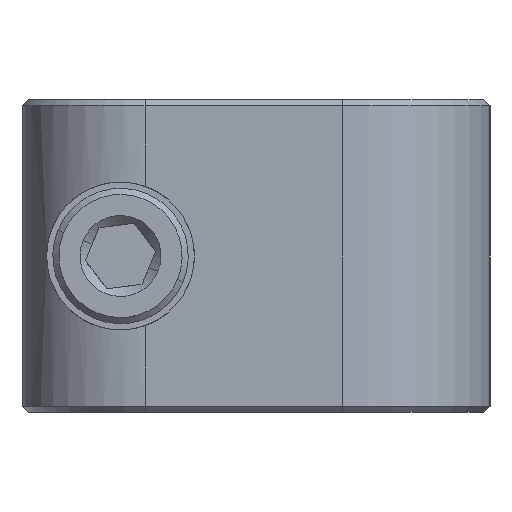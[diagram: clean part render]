
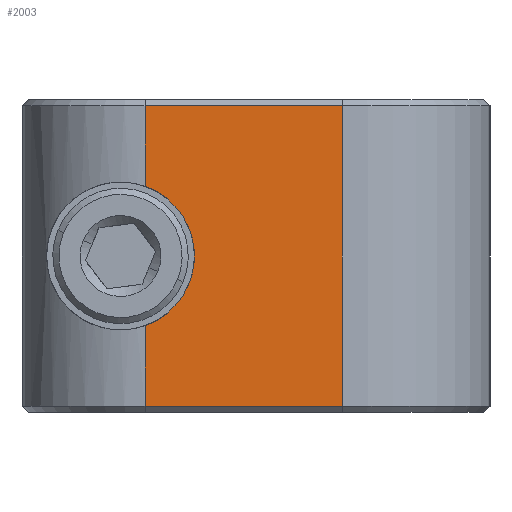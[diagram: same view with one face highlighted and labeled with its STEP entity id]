
A CAD part, left-side view. The second image highlights one B-rep face of the part: STEP entity #2003.
In plain terms, the highlighted planar face has unit normal (-1, 0, 0).
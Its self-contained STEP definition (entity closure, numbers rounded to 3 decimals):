
#25 = DIRECTION ( 'NONE',  ( -1., 0., 0. ) ) ;
#68 = LINE ( 'NONE', #4750, #5069 ) ;
#275 = EDGE_CURVE ( 'NONE', #4790, #2953, #68, .T. ) ;
#333 = DIRECTION ( 'NONE',  ( 0., -1., 0. ) ) ;
#498 = DIRECTION ( 'NONE',  ( 0., 0., -1. ) ) ;
#555 = FACE_OUTER_BOUND ( 'NONE', #3823, .T. ) ;
#777 = ORIENTED_EDGE ( 'NONE', *, *, #1694, .T. ) ;
#787 = VERTEX_POINT ( 'NONE', #2353 ) ;
#1039 = DIRECTION ( 'NONE',  ( 1., 0., 0. ) ) ;
#1097 = CARTESIAN_POINT ( 'NONE',  ( -49.178, -4.801, 82.55 ) ) ;
#1196 = LINE ( 'NONE', #5138, #2952 ) ;
#1356 = DIRECTION ( 'NONE',  ( 0., 0., -1. ) ) ;
#1412 = LINE ( 'NONE', #4919, #3163 ) ;
#1694 = EDGE_CURVE ( 'NONE', #787, #3038, #1412, .T. ) ;
#1715 = CARTESIAN_POINT ( 'NONE',  ( -49.178, 3.206, 82.55 ) ) ;
#1852 = AXIS2_PLACEMENT_3D ( 'NONE', #2954, #1039, #498 ) ;
#2003 = ADVANCED_FACE ( 'NONE', ( #555 ), #3467, .F. ) ;
#2353 = CARTESIAN_POINT ( 'NONE',  ( -49.178, -4.801, 82.3 ) ) ;
#2419 = CARTESIAN_POINT ( 'NONE',  ( -49.178, 3.206, 82.3 ) ) ;
#2525 = ORIENTED_EDGE ( 'NONE', *, *, #4508, .T. ) ;
#2566 = VERTEX_POINT ( 'NONE', #3443 ) ;
#2611 = AXIS2_PLACEMENT_3D ( 'NONE', #5895, #25, #2936 ) ;
#2654 = ORIENTED_EDGE ( 'NONE', *, *, #3673, .T. ) ;
#2896 = CARTESIAN_POINT ( 'NONE',  ( -49.178, -4.801, 70.1 ) ) ;
#2927 = EDGE_CURVE ( 'NONE', #4790, #2566, #5228, .T. ) ;
#2936 = DIRECTION ( 'NONE',  ( 0., 0., 1. ) ) ;
#2952 = VECTOR ( 'NONE', #333, 1000. ) ;
#2953 = VERTEX_POINT ( 'NONE', #5835 ) ;
#2954 = CARTESIAN_POINT ( 'NONE',  ( -49.178, 8.199, 82.55 ) ) ;
#2962 = ORIENTED_EDGE ( 'NONE', *, *, #4987, .T. ) ;
#3021 = VECTOR ( 'NONE', #5991, 1000. ) ;
#3038 = VERTEX_POINT ( 'NONE', #2419 ) ;
#3163 = VECTOR ( 'NONE', #5395, 1000. ) ;
#3374 = VECTOR ( 'NONE', #4606, 1000. ) ;
#3443 = CARTESIAN_POINT ( 'NONE',  ( -49.178, 3.206, 79.031 ) ) ;
#3447 = LINE ( 'NONE', #1715, #3374 ) ;
#3467 = PLANE ( 'NONE',  #1852 ) ;
#3673 = EDGE_CURVE ( 'NONE', #2953, #4683, #1196, .T. ) ;
#3823 = EDGE_LOOP ( 'NONE', ( #2962, #777, #2525, #6279, #5081, #2654 ) ) ;
#3923 = CARTESIAN_POINT ( 'NONE',  ( -49.178, 3.206, 73.369 ) ) ;
#4335 = LINE ( 'NONE', #1097, #3021 ) ;
#4508 = EDGE_CURVE ( 'NONE', #3038, #2566, #3447, .T. ) ;
#4606 = DIRECTION ( 'NONE',  ( 0., 0., -1. ) ) ;
#4683 = VERTEX_POINT ( 'NONE', #2896 ) ;
#4750 = CARTESIAN_POINT ( 'NONE',  ( -49.178, 3.206, 82.55 ) ) ;
#4790 = VERTEX_POINT ( 'NONE', #3923 ) ;
#4919 = CARTESIAN_POINT ( 'NONE',  ( -49.178, 3.206, 82.3 ) ) ;
#4987 = EDGE_CURVE ( 'NONE', #4683, #787, #4335, .T. ) ;
#5069 = VECTOR ( 'NONE', #1356, 1000. ) ;
#5081 = ORIENTED_EDGE ( 'NONE', *, *, #275, .T. ) ;
#5138 = CARTESIAN_POINT ( 'NONE',  ( -49.178, 8.199, 70.1 ) ) ;
#5228 = CIRCLE ( 'NONE', #2611, 3. ) ;
#5395 = DIRECTION ( 'NONE',  ( 0., 1., 0. ) ) ;
#5835 = CARTESIAN_POINT ( 'NONE',  ( -49.178, 3.206, 70.1 ) ) ;
#5895 = CARTESIAN_POINT ( 'NONE',  ( -49.178, 4.199, 76.2 ) ) ;
#5991 = DIRECTION ( 'NONE',  ( 0., 0., 1. ) ) ;
#6279 = ORIENTED_EDGE ( 'NONE', *, *, #2927, .F. ) ;
